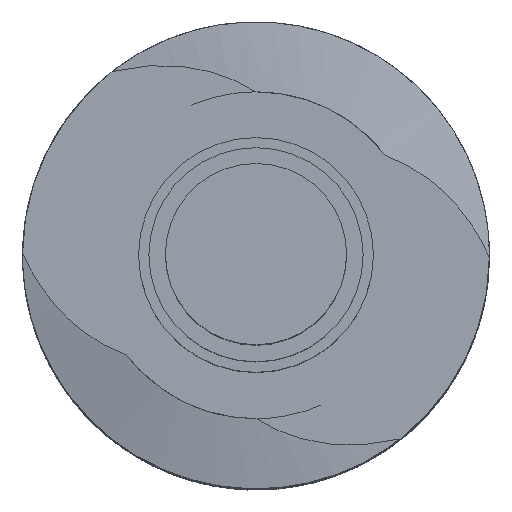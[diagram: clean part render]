
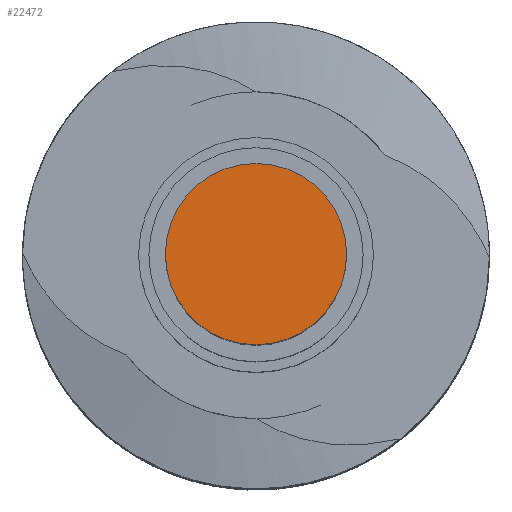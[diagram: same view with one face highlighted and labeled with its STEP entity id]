
A CAD part, top view. The second image highlights one B-rep face of the part: STEP entity #22472.
In plain terms, the highlighted planar face has unit normal (0, 0, 1).
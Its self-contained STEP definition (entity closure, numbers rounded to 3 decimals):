
#22406 = CYLINDRICAL_SURFACE('',#22407,110.);
#22407 = AXIS2_PLACEMENT_3D('',#22408,#22409,#22410);
#22408 = CARTESIAN_POINT('',(0.,0.,1854.2));
#22409 = DIRECTION('',(-0.,-0.,-1.));
#22410 = DIRECTION('',(1.,0.,0.));
#22422 = VERTEX_POINT('',#22423);
#22423 = CARTESIAN_POINT('',(110.,0.,2301.2));
#22444 = EDGE_CURVE('',#22422,#22422,#22445,.T.);
#22445 = SURFACE_CURVE('',#22446,(#22451,#22458),.PCURVE_S1.);
#22446 = CIRCLE('',#22447,110.);
#22447 = AXIS2_PLACEMENT_3D('',#22448,#22449,#22450);
#22448 = CARTESIAN_POINT('',(0.,0.,2301.2));
#22449 = DIRECTION('',(0.,0.,1.));
#22450 = DIRECTION('',(1.,0.,0.));
#22451 = PCURVE('',#22406,#22452);
#22452 = DEFINITIONAL_REPRESENTATION('',(#22453),#22457);
#22453 = LINE('',#22454,#22455);
#22454 = CARTESIAN_POINT('',(-0.,-447.));
#22455 = VECTOR('',#22456,1.);
#22456 = DIRECTION('',(-1.,0.));
#22457 = ( GEOMETRIC_REPRESENTATION_CONTEXT(2) 
PARAMETRIC_REPRESENTATION_CONTEXT() REPRESENTATION_CONTEXT('2D SPACE',''
  ) );
#22458 = PCURVE('',#22459,#22464);
#22459 = PLANE('',#22460);
#22460 = AXIS2_PLACEMENT_3D('',#22461,#22462,#22463);
#22461 = CARTESIAN_POINT('',(0.,0.,
    2301.2));
#22462 = DIRECTION('',(0.,0.,1.));
#22463 = DIRECTION('',(1.,0.,-0.));
#22464 = DEFINITIONAL_REPRESENTATION('',(#22465),#22469);
#22465 = CIRCLE('',#22466,110.);
#22466 = AXIS2_PLACEMENT_2D('',#22467,#22468);
#22467 = CARTESIAN_POINT('',(0.,0.));
#22468 = DIRECTION('',(1.,0.));
#22469 = ( GEOMETRIC_REPRESENTATION_CONTEXT(2) 
PARAMETRIC_REPRESENTATION_CONTEXT() REPRESENTATION_CONTEXT('2D SPACE',''
  ) );
#22472 = ADVANCED_FACE('',(#22473),#22459,.T.);
#22473 = FACE_BOUND('',#22474,.T.);
#22474 = EDGE_LOOP('',(#22475));
#22475 = ORIENTED_EDGE('',*,*,#22444,.T.);
